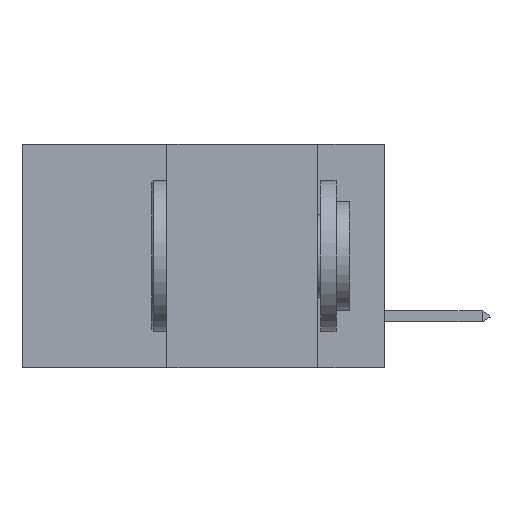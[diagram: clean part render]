
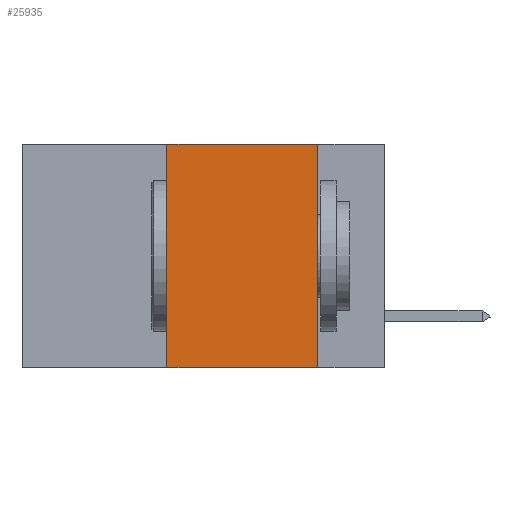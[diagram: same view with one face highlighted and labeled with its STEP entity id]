
A CAD part, left-side view. The second image highlights one B-rep face of the part: STEP entity #25935.
In plain terms, the highlighted planar face has unit normal (-1, 0, 0).
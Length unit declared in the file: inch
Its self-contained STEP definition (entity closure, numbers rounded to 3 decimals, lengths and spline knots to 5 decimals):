
#382 = CARTESIAN_POINT ( 'NONE',  ( 0., 0.6, 0. ) ) ;
#1934 = VECTOR ( 'NONE', #26937, 39.37008 ) ;
#4809 = CARTESIAN_POINT ( 'NONE',  ( 0., 0.11, -0.37 ) ) ;
#5091 = ORIENTED_EDGE ( 'NONE', *, *, #44946, .T. ) ;
#6561 = VERTEX_POINT ( 'NONE', #24375 ) ;
#7407 = CARTESIAN_POINT ( 'NONE',  ( 0., 0.6, -0.37 ) ) ;
#8669 = LINE ( 'NONE', #7407, #38190 ) ;
#11652 = DIRECTION ( 'NONE',  ( 0., -1., 0. ) ) ;
#12550 = ORIENTED_EDGE ( 'NONE', *, *, #40634, .F. ) ;
#14569 = ORIENTED_EDGE ( 'NONE', *, *, #27604, .F. ) ;
#19658 = DIRECTION ( 'NONE',  ( 0., 0., -1. ) ) ;
#21200 = LINE ( 'NONE', #382, #1934 ) ;
#21998 = DIRECTION ( 'NONE',  ( 1., 0., 0. ) ) ;
#22144 = CARTESIAN_POINT ( 'NONE',  ( 0., 0.6, 0. ) ) ;
#22632 = LINE ( 'NONE', #25428, #44794 ) ;
#24375 = CARTESIAN_POINT ( 'NONE',  ( 0., 0.36, 0. ) ) ;
#24958 = FACE_OUTER_BOUND ( 'NONE', #27346, .T. ) ;
#25428 = CARTESIAN_POINT ( 'NONE',  ( 0., 0.36, 0. ) ) ;
#25515 = CARTESIAN_POINT ( 'NONE',  ( 0., 0.36, -0.37 ) ) ;
#25935 = ADVANCED_FACE ( 'NONE', ( #24958 ), #33219, .F. ) ;
#26937 = DIRECTION ( 'NONE',  ( 0., -1., 0. ) ) ;
#27346 = EDGE_LOOP ( 'NONE', ( #45295, #14569, #12550, #5091 ) ) ;
#27604 = EDGE_CURVE ( 'NONE', #6561, #28809, #21200, .T. ) ;
#28809 = VERTEX_POINT ( 'NONE', #39300 ) ;
#29568 = LINE ( 'NONE', #46015, #38613 ) ;
#29643 = DIRECTION ( 'NONE',  ( 0., 0., 1. ) ) ;
#29738 = EDGE_CURVE ( 'NONE', #28809, #40034, #29568, .T. ) ;
#30013 = DIRECTION ( 'NONE',  ( 0., 0., -1. ) ) ;
#33219 = PLANE ( 'NONE',  #43596 ) ;
#38190 = VECTOR ( 'NONE', #11652, 39.37008 ) ;
#38613 = VECTOR ( 'NONE', #19658, 39.37008 ) ;
#39300 = CARTESIAN_POINT ( 'NONE',  ( 0., 0.11, 0. ) ) ;
#40034 = VERTEX_POINT ( 'NONE', #4809 ) ;
#40634 = EDGE_CURVE ( 'NONE', #49350, #6561, #22632, .T. ) ;
#43596 = AXIS2_PLACEMENT_3D ( 'NONE', #22144, #21998, #30013 ) ;
#44794 = VECTOR ( 'NONE', #29643, 39.37008 ) ;
#44946 = EDGE_CURVE ( 'NONE', #49350, #40034, #8669, .T. ) ;
#45295 = ORIENTED_EDGE ( 'NONE', *, *, #29738, .F. ) ;
#46015 = CARTESIAN_POINT ( 'NONE',  ( 0., 0.11, 0. ) ) ;
#49350 = VERTEX_POINT ( 'NONE', #25515 ) ;
